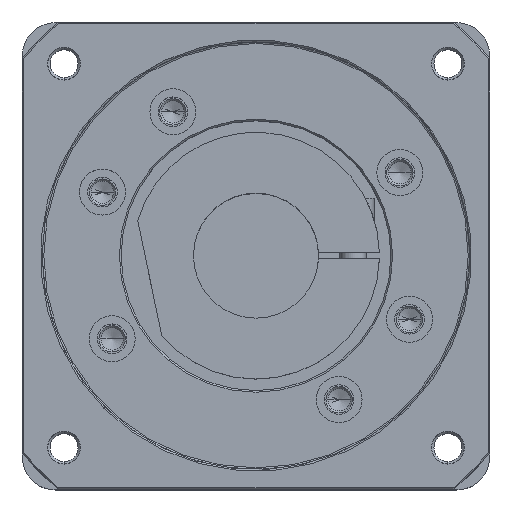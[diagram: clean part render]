
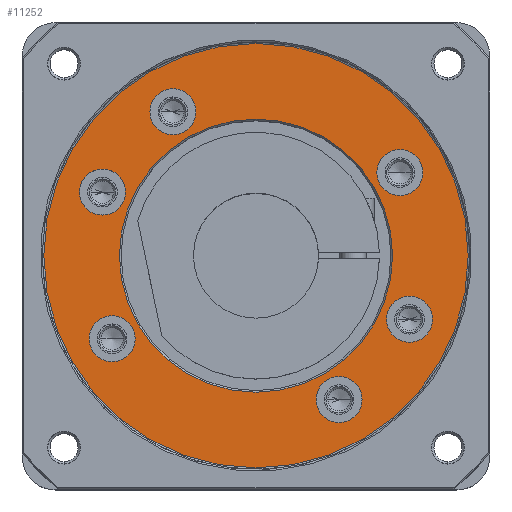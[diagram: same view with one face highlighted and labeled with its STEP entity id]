
A CAD part, top view. The second image highlights one B-rep face of the part: STEP entity #11252.
In plain terms, the highlighted planar face has unit normal (0, 0, 1).
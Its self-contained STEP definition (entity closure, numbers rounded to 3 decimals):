
#9540=CARTESIAN_POINT('',(0.,0.,18.5));
#9541=DIRECTION('',(0.,0.,1.));
#9542=DIRECTION('',(0.,-1.,0.));
#9543=AXIS2_PLACEMENT_3D('',#9540,#9541,#9542);
#9545=CARTESIAN_POINT('',(0.,0.,18.5));
#9546=DIRECTION('',(0.,0.,-1.));
#9547=DIRECTION('',(0.,-1.,0.));
#9548=AXIS2_PLACEMENT_3D('',#9545,#9546,#9547);
#9550=CARTESIAN_POINT('',(43.734,25.25,18.5));
#9551=DIRECTION('',(0.,0.,1.));
#9552=DIRECTION('',(-1.,0.,0.));
#9553=AXIS2_PLACEMENT_3D('',#9550,#9551,#9552);
#9555=CARTESIAN_POINT('',(43.734,25.25,18.5));
#9556=DIRECTION('',(0.,0.,1.));
#9557=DIRECTION('',(1.,0.,0.));
#9558=AXIS2_PLACEMENT_3D('',#9555,#9556,#9557);
#9560=CARTESIAN_POINT('',(-25.25,43.734,18.5));
#9561=DIRECTION('',(0.,0.,1.));
#9562=DIRECTION('',(-1.,0.,0.));
#9563=AXIS2_PLACEMENT_3D('',#9560,#9561,#9562);
#9565=CARTESIAN_POINT('',(-25.25,43.734,18.5));
#9566=DIRECTION('',(0.,0.,1.));
#9567=DIRECTION('',(1.,0.,0.));
#9568=AXIS2_PLACEMENT_3D('',#9565,#9566,#9567);
#9570=CARTESIAN_POINT('',(-43.734,-25.25,18.5));
#9571=DIRECTION('',(0.,0.,1.));
#9572=DIRECTION('',(-1.,0.,0.));
#9573=AXIS2_PLACEMENT_3D('',#9570,#9571,#9572);
#9575=CARTESIAN_POINT('',(-43.734,-25.25,18.5));
#9576=DIRECTION('',(0.,0.,1.));
#9577=DIRECTION('',(1.,0.,0.));
#9578=AXIS2_PLACEMENT_3D('',#9575,#9576,#9577);
#9580=CARTESIAN_POINT('',(25.25,-43.734,18.5));
#9581=DIRECTION('',(0.,0.,1.));
#9582=DIRECTION('',(-1.,0.,0.));
#9583=AXIS2_PLACEMENT_3D('',#9580,#9581,#9582);
#9585=CARTESIAN_POINT('',(25.25,-43.734,18.5));
#9586=DIRECTION('',(0.,0.,1.));
#9587=DIRECTION('',(1.,0.,0.));
#9588=AXIS2_PLACEMENT_3D('',#9585,#9586,#9587);
#9590=CARTESIAN_POINT('',(-19.326,-46.656,18.5));
#9591=DIRECTION('',(0.,0.,1.));
#9592=DIRECTION('',(-1.,0.,0.));
#9593=AXIS2_PLACEMENT_3D('',#9590,#9591,#9592);
#9595=CARTESIAN_POINT('',(-19.326,-46.656,18.5));
#9596=DIRECTION('',(0.,0.,1.));
#9597=DIRECTION('',(1.,0.,0.));
#9598=AXIS2_PLACEMENT_3D('',#9595,#9596,#9597);
#9600=CARTESIAN_POINT('',(19.326,46.656,18.5));
#9601=DIRECTION('',(0.,0.,1.));
#9602=DIRECTION('',(-1.,0.,0.));
#9603=AXIS2_PLACEMENT_3D('',#9600,#9601,#9602);
#9605=CARTESIAN_POINT('',(19.326,46.656,18.5));
#9606=DIRECTION('',(0.,0.,1.));
#9607=DIRECTION('',(1.,0.,0.));
#9608=AXIS2_PLACEMENT_3D('',#9605,#9606,#9607);
#10240=CARTESIAN_POINT('',(0.,0.,18.5));
#10241=DIRECTION('',(0.,0.,-1.));
#10242=DIRECTION('',(1.,0.,0.));
#10243=AXIS2_PLACEMENT_3D('',#10240,#10241,#10242);
#10258=CARTESIAN_POINT('',(0.,0.,18.5));
#10259=DIRECTION('',(0.,0.,-1.));
#10260=DIRECTION('',(-1.,0.,0.));
#10261=AXIS2_PLACEMENT_3D('',#10258,#10259,#10260);
#10709=CARTESIAN_POINT('',(36.734,25.25,18.5));
#10710=CARTESIAN_POINT('',(50.734,25.25,18.5));
#10711=VERTEX_POINT('',#10709);
#10712=VERTEX_POINT('',#10710);
#10713=CARTESIAN_POINT('',(-32.25,43.734,18.5));
#10714=CARTESIAN_POINT('',(-18.25,43.734,18.5));
#10715=VERTEX_POINT('',#10713);
#10716=VERTEX_POINT('',#10714);
#10717=CARTESIAN_POINT('',(-50.734,-25.25,18.5));
#10718=CARTESIAN_POINT('',(-36.734,-25.25,18.5));
#10719=VERTEX_POINT('',#10717);
#10720=VERTEX_POINT('',#10718);
#10721=CARTESIAN_POINT('',(18.25,-43.734,18.5));
#10722=CARTESIAN_POINT('',(32.25,-43.734,18.5));
#10723=VERTEX_POINT('',#10721);
#10724=VERTEX_POINT('',#10722);
#10741=CARTESIAN_POINT('',(0.,-64.5,18.5));
#10742=VERTEX_POINT('',#10741);
#10743=CARTESIAN_POINT('',(0.,64.5,18.5));
#10744=VERTEX_POINT('',#10743);
#10827=CARTESIAN_POINT('',(-26.326,-46.656,18.5));
#10828=CARTESIAN_POINT('',(-12.326,-46.656,18.5));
#10829=VERTEX_POINT('',#10827);
#10830=VERTEX_POINT('',#10828);
#10839=CARTESIAN_POINT('',(12.326,46.656,18.5));
#10840=CARTESIAN_POINT('',(26.326,46.656,18.5));
#10841=VERTEX_POINT('',#10839);
#10842=VERTEX_POINT('',#10840);
#10879=CARTESIAN_POINT('',(-41.5,0.,18.5));
#10880=CARTESIAN_POINT('',(41.5,0.,18.5));
#10881=VERTEX_POINT('',#10879);
#10882=VERTEX_POINT('',#10880);
#11200=CARTESIAN_POINT('',(0.,0.,18.5));
#11201=DIRECTION('',(0.,0.,-1.));
#11202=DIRECTION('',(0.,-1.,0.));
#11203=AXIS2_PLACEMENT_3D('',#11200,#11201,#11202);
#11204=PLANE('',#11203);
#11206=ORIENTED_EDGE('',*,*,#11205,.F.);
#11208=ORIENTED_EDGE('',*,*,#11207,.T.);
#11209=EDGE_LOOP('',(#11206,#11208));
#11210=FACE_OUTER_BOUND('',#11209,.F.);
#11212=ORIENTED_EDGE('',*,*,#11211,.F.);
#11214=ORIENTED_EDGE('',*,*,#11213,.F.);
#11215=EDGE_LOOP('',(#11212,#11214));
#11216=FACE_BOUND('',#11215,.F.);
#11218=ORIENTED_EDGE('',*,*,#11217,.T.);
#11220=ORIENTED_EDGE('',*,*,#11219,.T.);
#11221=EDGE_LOOP('',(#11218,#11220));
#11222=FACE_BOUND('',#11221,.F.);
#11224=ORIENTED_EDGE('',*,*,#11223,.T.);
#11226=ORIENTED_EDGE('',*,*,#11225,.T.);
#11227=EDGE_LOOP('',(#11224,#11226));
#11228=FACE_BOUND('',#11227,.F.);
#11230=ORIENTED_EDGE('',*,*,#11229,.T.);
#11232=ORIENTED_EDGE('',*,*,#11231,.T.);
#11233=EDGE_LOOP('',(#11230,#11232));
#11234=FACE_BOUND('',#11233,.F.);
#11235=ORIENTED_EDGE('',*,*,#11190,.T.);
#11237=ORIENTED_EDGE('',*,*,#11236,.T.);
#11238=EDGE_LOOP('',(#11235,#11237));
#11239=FACE_BOUND('',#11238,.F.);
#11241=ORIENTED_EDGE('',*,*,#11240,.T.);
#11243=ORIENTED_EDGE('',*,*,#11242,.T.);
#11244=EDGE_LOOP('',(#11241,#11243));
#11245=FACE_BOUND('',#11244,.F.);
#11247=ORIENTED_EDGE('',*,*,#11246,.T.);
#11249=ORIENTED_EDGE('',*,*,#11248,.T.);
#11250=EDGE_LOOP('',(#11247,#11249));
#11251=FACE_BOUND('',#11250,.F.);
#11252=ADVANCED_FACE('',(#11210,#11216,#11222,#11228,#11234,#11239,#11245,
#11251),#11204,.F.);
#9544=CIRCLE('',#9543,64.5);
#9549=CIRCLE('',#9548,64.5);
#9554=CIRCLE('',#9553,7.);
#9559=CIRCLE('',#9558,7.);
#9564=CIRCLE('',#9563,7.);
#9569=CIRCLE('',#9568,7.);
#9574=CIRCLE('',#9573,7.);
#9579=CIRCLE('',#9578,7.);
#9584=CIRCLE('',#9583,7.);
#9589=CIRCLE('',#9588,7.);
#9594=CIRCLE('',#9593,7.);
#9599=CIRCLE('',#9598,7.);
#9604=CIRCLE('',#9603,7.);
#9609=CIRCLE('',#9608,7.);
#10244=CIRCLE('',#10243,41.5);
#10262=CIRCLE('',#10261,41.5);
#11190=EDGE_CURVE('',#10723,#10724,#9584,.T.);
#11205=EDGE_CURVE('',#10742,#10744,#9544,.T.);
#11207=EDGE_CURVE('',#10742,#10744,#9549,.T.);
#11211=EDGE_CURVE('',#10882,#10881,#10244,.T.);
#11213=EDGE_CURVE('',#10881,#10882,#10262,.T.);
#11217=EDGE_CURVE('',#10711,#10712,#9554,.T.);
#11219=EDGE_CURVE('',#10712,#10711,#9559,.T.);
#11223=EDGE_CURVE('',#10715,#10716,#9564,.T.);
#11225=EDGE_CURVE('',#10716,#10715,#9569,.T.);
#11229=EDGE_CURVE('',#10719,#10720,#9574,.T.);
#11231=EDGE_CURVE('',#10720,#10719,#9579,.T.);
#11236=EDGE_CURVE('',#10724,#10723,#9589,.T.);
#11240=EDGE_CURVE('',#10829,#10830,#9594,.T.);
#11242=EDGE_CURVE('',#10830,#10829,#9599,.T.);
#11246=EDGE_CURVE('',#10841,#10842,#9604,.T.);
#11248=EDGE_CURVE('',#10842,#10841,#9609,.T.);
